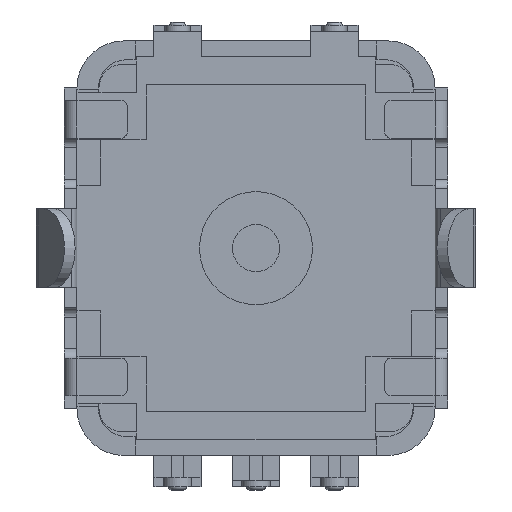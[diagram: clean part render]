
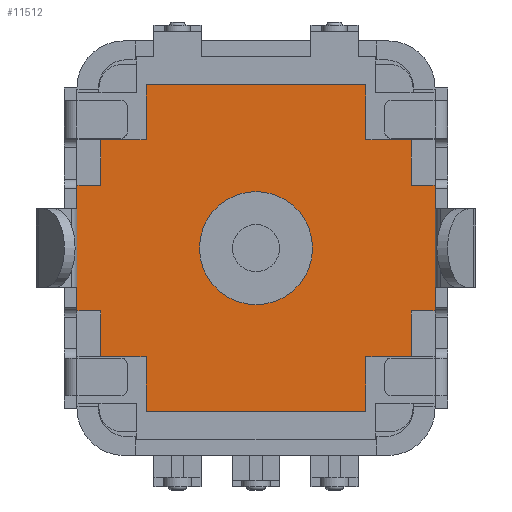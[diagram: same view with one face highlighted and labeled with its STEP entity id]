
A CAD part, front view. The second image highlights one B-rep face of the part: STEP entity #11512.
In plain terms, the highlighted planar face has unit normal (0, -1, 0).
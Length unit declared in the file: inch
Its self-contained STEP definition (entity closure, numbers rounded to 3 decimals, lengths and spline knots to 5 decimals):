
#3184=CARTESIAN_POINT('',(0.,-5.1,0.));
#3185=DIRECTION('',(0.,-1.,0.));
#3186=DIRECTION('',(1.,0.,0.));
#3187=AXIS2_PLACEMENT_3D('',#3184,#3185,#3186);
#3189=CARTESIAN_POINT('',(0.,-5.1,0.));
#3190=DIRECTION('',(0.,-1.,0.));
#3191=DIRECTION('',(-1.,0.,0.));
#3192=AXIS2_PLACEMENT_3D('',#3189,#3190,#3191);
#3204=DIRECTION('',(0.,0.,1.));
#3205=VECTOR('',#3204,0.75);
#3206=CARTESIAN_POINT('',(5.7,-5.1,-2.));
#3207=LINE('',#3206,#3205);
#3208=DIRECTION('',(1.,0.,0.));
#3209=VECTOR('',#3208,0.75);
#3210=CARTESIAN_POINT('',(4.95,-5.1,-2.));
#3211=LINE('',#3210,#3209);
#3212=DIRECTION('',(0.,0.,1.));
#3213=VECTOR('',#3212,1.45);
#3214=CARTESIAN_POINT('',(4.95,-5.1,-3.45));
#3215=LINE('',#3214,#3213);
#3216=DIRECTION('',(-1.,0.,0.));
#3217=VECTOR('',#3216,1.45);
#3218=CARTESIAN_POINT('',(4.95,-5.1,-3.45));
#3219=LINE('',#3218,#3217);
#3220=DIRECTION('',(0.,0.,-1.));
#3221=VECTOR('',#3220,1.75);
#3222=CARTESIAN_POINT('',(3.5,-5.1,-3.45));
#3223=LINE('',#3222,#3221);
#3224=DIRECTION('',(-1.,0.,0.));
#3225=VECTOR('',#3224,7.);
#3226=CARTESIAN_POINT('',(3.5,-5.1,-5.2));
#3227=LINE('',#3226,#3225);
#3228=DIRECTION('',(0.,0.,1.));
#3229=VECTOR('',#3228,1.75);
#3230=CARTESIAN_POINT('',(-3.5,-5.1,-5.2));
#3231=LINE('',#3230,#3229);
#3232=DIRECTION('',(1.,0.,0.));
#3233=VECTOR('',#3232,1.45);
#3234=CARTESIAN_POINT('',(-4.95,-5.1,-3.45));
#3235=LINE('',#3234,#3233);
#3236=DIRECTION('',(0.,0.,-1.));
#3237=VECTOR('',#3236,1.45);
#3238=CARTESIAN_POINT('',(-4.95,-5.1,-2.));
#3239=LINE('',#3238,#3237);
#3240=DIRECTION('',(1.,0.,0.));
#3241=VECTOR('',#3240,0.75);
#3242=CARTESIAN_POINT('',(-5.7,-5.1,-2.));
#3243=LINE('',#3242,#3241);
#3244=DIRECTION('',(0.,0.,-1.));
#3245=VECTOR('',#3244,0.75);
#3246=CARTESIAN_POINT('',(-5.7,-5.1,-1.25));
#3247=LINE('',#3246,#3245);
#3248=DIRECTION('',(0.,0.,1.));
#3249=VECTOR('',#3248,2.5);
#3250=CARTESIAN_POINT('',(-5.7,-5.1,-1.25));
#3251=LINE('',#3250,#3249);
#3252=DIRECTION('',(0.,0.,-1.));
#3253=VECTOR('',#3252,0.75);
#3254=CARTESIAN_POINT('',(-5.7,-5.1,2.));
#3255=LINE('',#3254,#3253);
#3256=DIRECTION('',(-1.,0.,0.));
#3257=VECTOR('',#3256,0.75);
#3258=CARTESIAN_POINT('',(-4.95,-5.1,2.));
#3259=LINE('',#3258,#3257);
#3260=DIRECTION('',(0.,0.,-1.));
#3261=VECTOR('',#3260,1.45);
#3262=CARTESIAN_POINT('',(-4.95,-5.1,3.45));
#3263=LINE('',#3262,#3261);
#3264=DIRECTION('',(1.,0.,0.));
#3265=VECTOR('',#3264,1.45);
#3266=CARTESIAN_POINT('',(-4.95,-5.1,3.45));
#3267=LINE('',#3266,#3265);
#3268=DIRECTION('',(0.,0.,1.));
#3269=VECTOR('',#3268,1.75);
#3270=CARTESIAN_POINT('',(-3.5,-5.1,3.45));
#3271=LINE('',#3270,#3269);
#3272=DIRECTION('',(1.,0.,0.));
#3273=VECTOR('',#3272,7.);
#3274=CARTESIAN_POINT('',(-3.5,-5.1,5.2));
#3275=LINE('',#3274,#3273);
#3276=DIRECTION('',(0.,0.,-1.));
#3277=VECTOR('',#3276,1.75);
#3278=CARTESIAN_POINT('',(3.5,-5.1,5.2));
#3279=LINE('',#3278,#3277);
#3280=DIRECTION('',(-1.,0.,0.));
#3281=VECTOR('',#3280,1.45);
#3282=CARTESIAN_POINT('',(4.95,-5.1,3.45));
#3283=LINE('',#3282,#3281);
#3284=DIRECTION('',(0.,0.,1.));
#3285=VECTOR('',#3284,1.45);
#3286=CARTESIAN_POINT('',(4.95,-5.1,2.));
#3287=LINE('',#3286,#3285);
#3288=DIRECTION('',(-1.,0.,0.));
#3289=VECTOR('',#3288,0.75);
#3290=CARTESIAN_POINT('',(5.7,-5.1,2.));
#3291=LINE('',#3290,#3289);
#3292=DIRECTION('',(0.,0.,1.));
#3293=VECTOR('',#3292,0.75);
#3294=CARTESIAN_POINT('',(5.7,-5.1,1.25));
#3295=LINE('',#3294,#3293);
#3296=DIRECTION('',(0.,0.,1.));
#3297=VECTOR('',#3296,2.5);
#3298=CARTESIAN_POINT('',(5.7,-5.1,-1.25));
#3299=LINE('',#3298,#3297);
#5967=CARTESIAN_POINT('',(4.95,-5.1,-2.));
#5968=CARTESIAN_POINT('',(5.7,-5.1,-2.));
#5969=VERTEX_POINT('',#5967);
#5970=VERTEX_POINT('',#5968);
#5971=CARTESIAN_POINT('',(5.7,-5.1,2.));
#5972=CARTESIAN_POINT('',(4.95,-5.1,2.));
#5973=VERTEX_POINT('',#5971);
#5974=VERTEX_POINT('',#5972);
#5975=CARTESIAN_POINT('',(-4.95,-5.1,2.));
#5976=CARTESIAN_POINT('',(-5.7,-5.1,2.));
#5977=VERTEX_POINT('',#5975);
#5978=VERTEX_POINT('',#5976);
#5979=CARTESIAN_POINT('',(-5.7,-5.1,-2.));
#5980=CARTESIAN_POINT('',(-4.95,-5.1,-2.));
#5981=VERTEX_POINT('',#5979);
#5982=VERTEX_POINT('',#5980);
#6023=CARTESIAN_POINT('',(4.95,-5.1,-3.45));
#6024=CARTESIAN_POINT('',(3.5,-5.1,-3.45));
#6025=VERTEX_POINT('',#6023);
#6026=VERTEX_POINT('',#6024);
#6027=CARTESIAN_POINT('',(3.5,-5.1,-5.2));
#6028=VERTEX_POINT('',#6027);
#6029=CARTESIAN_POINT('',(-3.5,-5.1,-5.2));
#6030=VERTEX_POINT('',#6029);
#6031=CARTESIAN_POINT('',(-3.5,-5.1,-3.45));
#6032=VERTEX_POINT('',#6031);
#6033=CARTESIAN_POINT('',(-4.95,-5.1,-3.45));
#6034=VERTEX_POINT('',#6033);
#6035=CARTESIAN_POINT('',(-4.95,-5.1,3.45));
#6036=CARTESIAN_POINT('',(-3.5,-5.1,3.45));
#6037=VERTEX_POINT('',#6035);
#6038=VERTEX_POINT('',#6036);
#6039=CARTESIAN_POINT('',(-3.5,-5.1,5.2));
#6040=VERTEX_POINT('',#6039);
#6041=CARTESIAN_POINT('',(3.5,-5.1,5.2));
#6042=VERTEX_POINT('',#6041);
#6043=CARTESIAN_POINT('',(3.5,-5.1,3.45));
#6044=VERTEX_POINT('',#6043);
#6045=CARTESIAN_POINT('',(4.95,-5.1,3.45));
#6046=VERTEX_POINT('',#6045);
#7007=CARTESIAN_POINT('',(1.8,-5.1,0.));
#7008=CARTESIAN_POINT('',(-1.8,-5.1,0.));
#7009=VERTEX_POINT('',#7007);
#7010=VERTEX_POINT('',#7008);
#7047=CARTESIAN_POINT('',(-5.7,-5.1,-1.25));
#7048=CARTESIAN_POINT('',(-5.7,-5.1,1.25));
#7049=VERTEX_POINT('',#7047);
#7050=VERTEX_POINT('',#7048);
#7079=CARTESIAN_POINT('',(5.7,-5.1,-1.25));
#7080=CARTESIAN_POINT('',(5.7,-5.1,1.25));
#7081=VERTEX_POINT('',#7079);
#7082=VERTEX_POINT('',#7080);
#11454=CARTESIAN_POINT('',(0.,-5.1,0.));
#11455=DIRECTION('',(0.,-1.,0.));
#11456=DIRECTION('',(-1.,0.,0.));
#11457=AXIS2_PLACEMENT_3D('',#11454,#11455,#11456);
#11458=PLANE('',#11457);
#11459=ORIENTED_EDGE('',*,*,#10642,.F.);
#11461=ORIENTED_EDGE('',*,*,#11460,.F.);
#11463=ORIENTED_EDGE('',*,*,#11462,.F.);
#11465=ORIENTED_EDGE('',*,*,#11464,.T.);
#11467=ORIENTED_EDGE('',*,*,#11466,.T.);
#11469=ORIENTED_EDGE('',*,*,#11468,.T.);
#11471=ORIENTED_EDGE('',*,*,#11470,.T.);
#11473=ORIENTED_EDGE('',*,*,#11472,.F.);
#11475=ORIENTED_EDGE('',*,*,#11474,.F.);
#11477=ORIENTED_EDGE('',*,*,#11476,.F.);
#11479=ORIENTED_EDGE('',*,*,#11478,.F.);
#11481=ORIENTED_EDGE('',*,*,#11480,.T.);
#11483=ORIENTED_EDGE('',*,*,#11482,.F.);
#11485=ORIENTED_EDGE('',*,*,#11484,.F.);
#11487=ORIENTED_EDGE('',*,*,#11486,.F.);
#11489=ORIENTED_EDGE('',*,*,#11488,.T.);
#11491=ORIENTED_EDGE('',*,*,#11490,.T.);
#11493=ORIENTED_EDGE('',*,*,#11492,.T.);
#11495=ORIENTED_EDGE('',*,*,#11494,.T.);
#11497=ORIENTED_EDGE('',*,*,#11496,.F.);
#11499=ORIENTED_EDGE('',*,*,#11498,.F.);
#11501=ORIENTED_EDGE('',*,*,#11500,.F.);
#11502=ORIENTED_EDGE('',*,*,#10593,.F.);
#11503=ORIENTED_EDGE('',*,*,#11398,.F.);
#11504=EDGE_LOOP('',(#11459,#11461,#11463,#11465,#11467,#11469,#11471,#11473,
#11475,#11477,#11479,#11481,#11483,#11485,#11487,#11489,#11491,#11493,#11495,
#11497,#11499,#11501,#11502,#11503));
#11505=FACE_OUTER_BOUND('',#11504,.F.);
#11507=ORIENTED_EDGE('',*,*,#11506,.T.);
#11509=ORIENTED_EDGE('',*,*,#11508,.T.);
#11510=EDGE_LOOP('',(#11507,#11509));
#11511=FACE_BOUND('',#11510,.F.);
#11512=ADVANCED_FACE('',(#11505,#11511),#11458,.T.);
#3188=CIRCLE('',#3187,1.8);
#3193=CIRCLE('',#3192,1.8);
#10593=EDGE_CURVE('',#7082,#5973,#3295,.T.);
#10642=EDGE_CURVE('',#5970,#7081,#3207,.T.);
#11398=EDGE_CURVE('',#7081,#7082,#3299,.T.);
#11460=EDGE_CURVE('',#5969,#5970,#3211,.T.);
#11462=EDGE_CURVE('',#6025,#5969,#3215,.T.);
#11464=EDGE_CURVE('',#6025,#6026,#3219,.T.);
#11466=EDGE_CURVE('',#6026,#6028,#3223,.T.);
#11468=EDGE_CURVE('',#6028,#6030,#3227,.T.);
#11470=EDGE_CURVE('',#6030,#6032,#3231,.T.);
#11472=EDGE_CURVE('',#6034,#6032,#3235,.T.);
#11474=EDGE_CURVE('',#5982,#6034,#3239,.T.);
#11476=EDGE_CURVE('',#5981,#5982,#3243,.T.);
#11478=EDGE_CURVE('',#7049,#5981,#3247,.T.);
#11480=EDGE_CURVE('',#7049,#7050,#3251,.T.);
#11482=EDGE_CURVE('',#5978,#7050,#3255,.T.);
#11484=EDGE_CURVE('',#5977,#5978,#3259,.T.);
#11486=EDGE_CURVE('',#6037,#5977,#3263,.T.);
#11488=EDGE_CURVE('',#6037,#6038,#3267,.T.);
#11490=EDGE_CURVE('',#6038,#6040,#3271,.T.);
#11492=EDGE_CURVE('',#6040,#6042,#3275,.T.);
#11494=EDGE_CURVE('',#6042,#6044,#3279,.T.);
#11496=EDGE_CURVE('',#6046,#6044,#3283,.T.);
#11498=EDGE_CURVE('',#5974,#6046,#3287,.T.);
#11500=EDGE_CURVE('',#5973,#5974,#3291,.T.);
#11506=EDGE_CURVE('',#7009,#7010,#3188,.T.);
#11508=EDGE_CURVE('',#7010,#7009,#3193,.T.);
